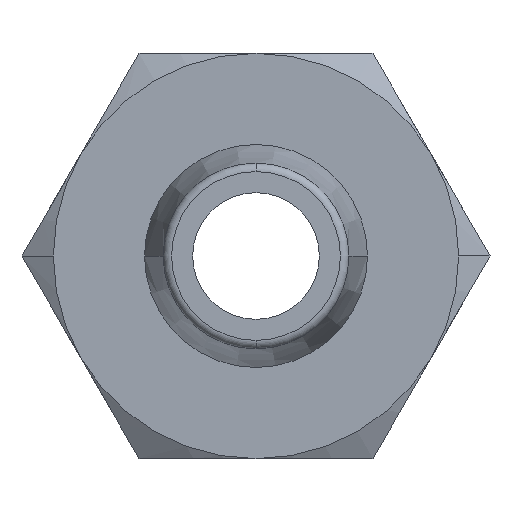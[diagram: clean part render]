
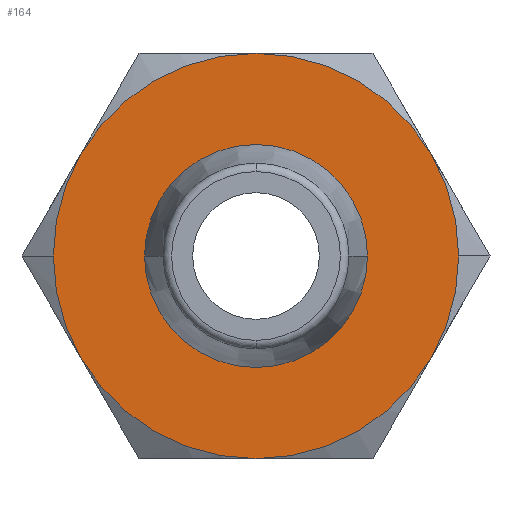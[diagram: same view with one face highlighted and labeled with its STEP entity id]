
A CAD part, front view. The second image highlights one B-rep face of the part: STEP entity #164.
In plain terms, the highlighted planar face has unit normal (0, -1, 0).
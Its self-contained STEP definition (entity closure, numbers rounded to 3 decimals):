
#164=ADVANCED_FACE('',(#326,#327),#328,.T.);
#326=FACE_OUTER_BOUND('',#481,.T.);
#327=FACE_BOUND('',#482,.T.);
#328=PLANE('',#483);
#481=EDGE_LOOP('',(#865,#866,#867,#868,#869,#870,#871,#872));
#482=EDGE_LOOP('',(#873,#874));
#483=AXIS2_PLACEMENT_3D('',#875,#876,#877);
#865=ORIENTED_EDGE('',*,*,#1018,.F.);
#866=ORIENTED_EDGE('',*,*,#932,.F.);
#867=ORIENTED_EDGE('',*,*,#977,.F.);
#868=ORIENTED_EDGE('',*,*,#968,.F.);
#869=ORIENTED_EDGE('',*,*,#982,.F.);
#870=ORIENTED_EDGE('',*,*,#917,.F.);
#871=ORIENTED_EDGE('',*,*,#1014,.F.);
#872=ORIENTED_EDGE('',*,*,#1024,.F.);
#873=ORIENTED_EDGE('',*,*,#974,.F.);
#874=ORIENTED_EDGE('',*,*,#989,.F.);
#875=CARTESIAN_POINT('',(6.0,20.2,0.0));
#876=DIRECTION('',(-0.0,-1.0,-0.0));
#877=DIRECTION('',(-1.0,0.0,0.0));
#917=EDGE_CURVE('',#1089,#1086,#1091,.T.);
#932=EDGE_CURVE('',#1112,#1114,#1115,.T.);
#968=EDGE_CURVE('',#1167,#1169,#1170,.T.);
#974=EDGE_CURVE('',#1176,#1173,#1178,.T.);
#977=EDGE_CURVE('',#1169,#1112,#1182,.T.);
#982=EDGE_CURVE('',#1086,#1167,#1187,.T.);
#989=EDGE_CURVE('',#1173,#1176,#1195,.T.);
#1014=EDGE_CURVE('',#1136,#1089,#1222,.T.);
#1018=EDGE_CURVE('',#1114,#1224,#1227,.T.);
#1024=EDGE_CURVE('',#1224,#1136,#1234,.T.);
#1086=VERTEX_POINT('',#1318);
#1089=VERTEX_POINT('',#1332);
#1091=CIRCLE('',#1345,12.0);
#1112=VERTEX_POINT('',#1370);
#1114=VERTEX_POINT('',#1383);
#1115=CIRCLE('',#1384,12.0);
#1136=VERTEX_POINT('',#1451);
#1167=VERTEX_POINT('',#1542);
#1169=VERTEX_POINT('',#1545);
#1170=CIRCLE('',#1546,12.0);
#1173=VERTEX_POINT('',#1560);
#1176=VERTEX_POINT('',#1564);
#1178=CIRCLE('',#1567,6.6);
#1182=CIRCLE('',#1582,12.0);
#1187=CIRCLE('',#1598,12.0);
#1195=CIRCLE('',#1617,6.6);
#1222=CIRCLE('',#1690,12.0);
#1224=VERTEX_POINT('',#1692);
#1227=CIRCLE('',#1707,12.0);
#1234=CIRCLE('',#1726,12.0);
#1318=CARTESIAN_POINT('',(-10.392,20.2,-6.0));
#1332=CARTESIAN_POINT('',(0.0,20.2,-12.0));
#1345=AXIS2_PLACEMENT_3D('',#1792,#1793,#1794);
#1370=CARTESIAN_POINT('',(0.,20.2,12.0));
#1383=CARTESIAN_POINT('',(10.392,20.2,6.0));
#1384=AXIS2_PLACEMENT_3D('',#1814,#1815,#1816);
#1451=CARTESIAN_POINT('',(10.392,20.2,-6.0));
#1542=CARTESIAN_POINT('',(-12.0,20.2,0.));
#1545=CARTESIAN_POINT('',(-10.392,20.2,6.0));
#1546=AXIS2_PLACEMENT_3D('',#1855,#1856,#1857);
#1560=CARTESIAN_POINT('',(6.6,20.2,0.));
#1564=CARTESIAN_POINT('',(-6.6,20.2,0.));
#1567=AXIS2_PLACEMENT_3D('',#1863,#1864,#1865);
#1582=AXIS2_PLACEMENT_3D('',#1866,#1867,#1868);
#1598=AXIS2_PLACEMENT_3D('',#1872,#1873,#1874);
#1617=AXIS2_PLACEMENT_3D('',#1881,#1882,#1883);
#1690=AXIS2_PLACEMENT_3D('',#1910,#1911,#1912);
#1692=CARTESIAN_POINT('',(12.0,20.2,0.));
#1707=AXIS2_PLACEMENT_3D('',#1914,#1915,#1916);
#1726=AXIS2_PLACEMENT_3D('',#1918,#1919,#1920);
#1792=CARTESIAN_POINT('',(0.0,20.2,0.0));
#1793=DIRECTION('',(-0.0,1.0,0.0));
#1794=DIRECTION('',(1.0,0.0,0.0));
#1814=CARTESIAN_POINT('',(0.0,20.2,0.0));
#1815=DIRECTION('',(-0.0,1.0,0.0));
#1816=DIRECTION('',(1.0,0.0,0.0));
#1855=CARTESIAN_POINT('',(0.0,20.2,0.0));
#1856=DIRECTION('',(-0.0,1.0,0.0));
#1857=DIRECTION('',(1.0,0.0,0.0));
#1863=CARTESIAN_POINT('',(0.0,20.2,0.0));
#1864=DIRECTION('',(0.0,-1.0,0.0));
#1865=DIRECTION('',(1.0,0.0,0.0));
#1866=CARTESIAN_POINT('',(0.0,20.2,0.0));
#1867=DIRECTION('',(-0.0,1.0,0.0));
#1868=DIRECTION('',(1.0,0.0,0.0));
#1872=CARTESIAN_POINT('',(0.0,20.2,0.0));
#1873=DIRECTION('',(-0.0,1.0,0.0));
#1874=DIRECTION('',(1.0,0.0,0.0));
#1881=CARTESIAN_POINT('',(0.0,20.2,0.0));
#1882=DIRECTION('',(0.0,-1.0,0.0));
#1883=DIRECTION('',(1.0,0.0,0.0));
#1910=CARTESIAN_POINT('',(0.0,20.2,0.0));
#1911=DIRECTION('',(-0.0,1.0,0.0));
#1912=DIRECTION('',(1.0,0.0,0.0));
#1914=CARTESIAN_POINT('',(0.0,20.2,0.0));
#1915=DIRECTION('',(-0.0,1.0,0.0));
#1916=DIRECTION('',(1.0,0.0,0.0));
#1918=CARTESIAN_POINT('',(0.0,20.2,0.0));
#1919=DIRECTION('',(-0.0,1.0,0.0));
#1920=DIRECTION('',(1.0,0.0,0.0));
